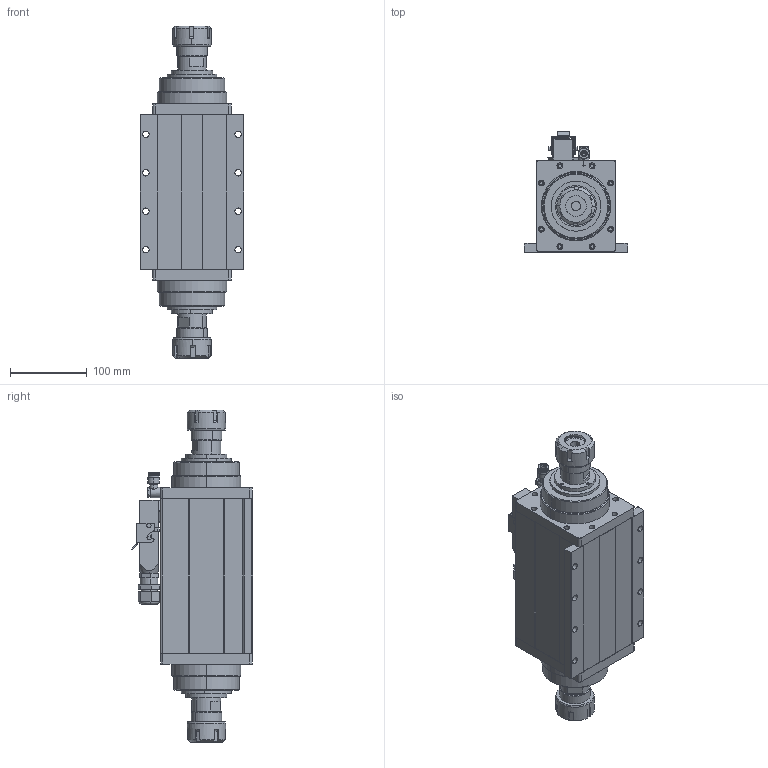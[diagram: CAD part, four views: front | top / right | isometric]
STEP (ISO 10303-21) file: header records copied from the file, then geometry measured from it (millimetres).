
FILE_DESCRIPTION (( 'STEP AP214' ), '1' );
FILE_NAME ('GDF60-18Z-3.5S.STEP', '2024-07-31T02:24:30', ( '00' ), ( '' ), 'SwSTEP 2.0', 'SolidWorks 2018', '' );
FILE_SCHEMA (( 'AUTOMOTIVE_DESIGN' ));
Length unit declared in the file: millimetre
Products named in the file (14): 瑤脣; GDF60-18Z-3.5S粣芛; GDF60-18Z-3.5S儂裔; GDF60-18Z-3.5S前倂帽; ER32-12 粟俶芠標; 盄擢芛; GDF60-18Z-3.5S; 癹秶啣; GDF60-18Z-3.5S儂褲; PH801; GDF60-18Z-3.5S前螺母; ER32樓綠蹟簽; 瑤脣釱; 瑤脣郪磁璃
Assembly tree (19 placements, depth 3):
  GDF60-18Z-3.5S
    GDF60-18Z-3.5S儂褲
    GDF60-18Z-3.5S儂裔  x2
    GDF60-18Z-3.5S前螺母  x2
    GDF60-18Z-3.5S前倂帽  x2
    GDF60-18Z-3.5S粣芛  x2
    ER32-12 粟俶芠標  x2
    ER32樓綠蹟簽  x2
    瑤脣郪磁璃
      瑤脣釱
      瑤脣
      癹秶啣
      盄擢芛
    PH801
Bounding box: 135 x 157.39 x 431.57 mm (x, y, z)
Volume: 1831280.8 mm3; surface area: 448487.6 mm2
Topology: 18 solids, 18 shells, 702 faces, 1712 edges, 1093 vertices
Faces by surface type: plane 300, cylinder 295, cone 96, bspline 9, torus 2
Entity records: 20705 total; most frequent: CARTESIAN_POINT 3569, DIRECTION 2888, ORIENTED_EDGE 2662, EDGE_CURVE 1331, AXIS2_PLACEMENT_3D 1072, VERTEX_POINT 855, VECTOR 744, LINE 744
